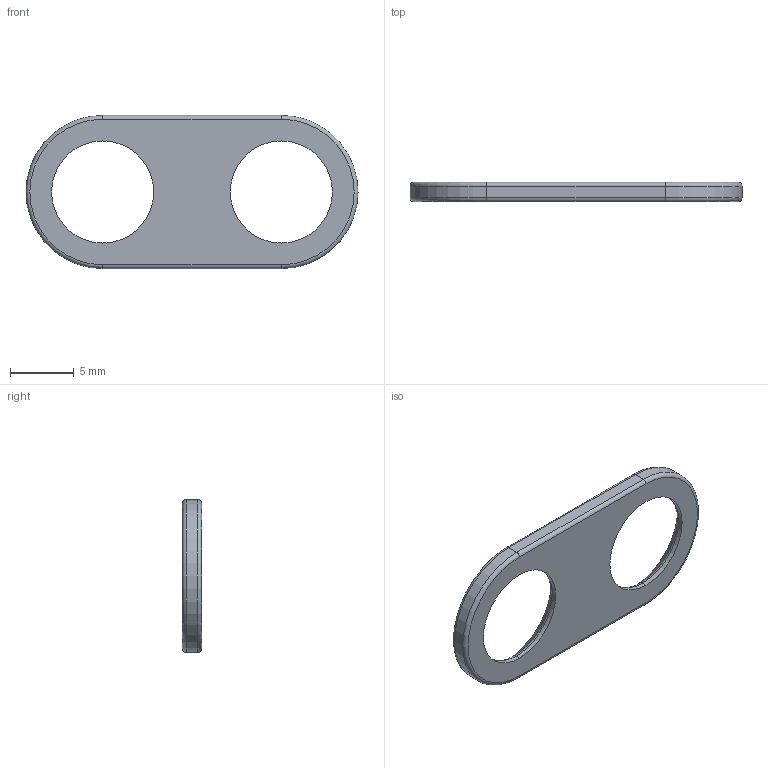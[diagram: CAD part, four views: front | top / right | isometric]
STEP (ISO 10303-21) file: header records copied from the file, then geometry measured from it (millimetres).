
FILE_DESCRIPTION (( 'STEP AP214' ), '1' );
FILE_NAME ('ShimanoSPDSecuringPlate.STEP', '2015-07-21T19:48:32', ( '' ), ( '' ), 'SwSTEP 2.0', 'SolidWorks 2014', '' );
FILE_SCHEMA (( 'AUTOMOTIVE_DESIGN' ));
Length unit declared in the file: millimetre
Products named in the file (1): ShimanoSPDSecuringPlate
Bounding box: 26 x 1.5 x 12 mm (x, y, z)
Volume: 240.9 mm3; surface area: 489.8 mm2
Topology: 1 solids, 1 shells, 30 faces, 64 edges, 36 vertices
Faces by surface type: torus 12, cylinder 10, cone 4, plane 4
Entity records: 854 total; most frequent: DIRECTION 170, CARTESIAN_POINT 131, ORIENTED_EDGE 128, AXIS2_PLACEMENT_3D 75, EDGE_CURVE 64, CIRCLE 44, VERTEX_POINT 36, EDGE_LOOP 34
